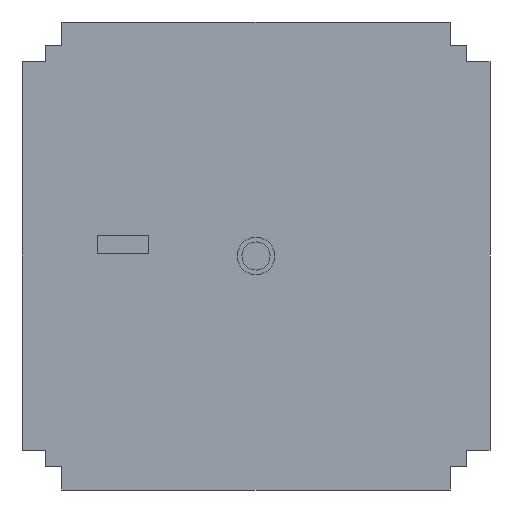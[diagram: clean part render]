
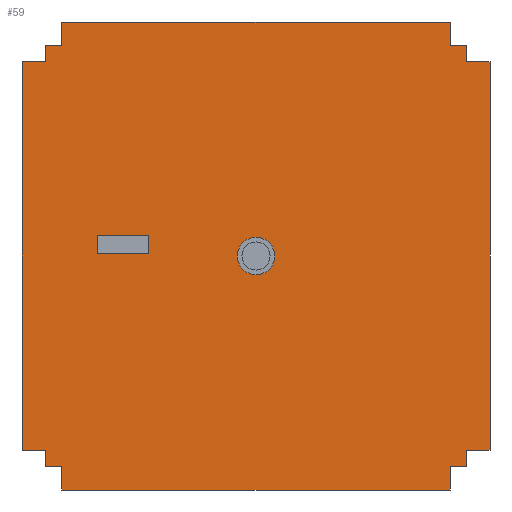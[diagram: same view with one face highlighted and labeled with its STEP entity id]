
A CAD part, front view. The second image highlights one B-rep face of the part: STEP entity #59.
In plain terms, the highlighted planar face has unit normal (0, -1, 0).
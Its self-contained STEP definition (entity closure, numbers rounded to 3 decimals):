
#59=ADVANCED_FACE('',(#134,#136,#138),#140,.F.);
#134=FACE_BOUND('',#135,.T.);
#135=EDGE_LOOP('',(#379,#380,#381,#382,#383,#384,#385,#386,#387,#388,#389,#390,#391,
#392,#393,#394,#395,#396,#397,#398));
#136=FACE_BOUND('',#137,.T.);
#137=EDGE_LOOP('',(#399,#400,#401,#402));
#138=FACE_BOUND('',#139,.T.);
#139=EDGE_LOOP('',(#403));
#140=PLANE('',#141);
#141=AXIS2_PLACEMENT_3D('',#142,#143,#144);
#142=CARTESIAN_POINT('',(0.,100.,0.));
#143=DIRECTION('',(0.,1.,0.));
#144=DIRECTION('',(-1.,0.,0.));
#379=ORIENTED_EDGE('',*,*,#543,.F.);
#380=ORIENTED_EDGE('',*,*,#544,.F.);
#381=ORIENTED_EDGE('',*,*,#545,.F.);
#382=ORIENTED_EDGE('',*,*,#546,.F.);
#383=ORIENTED_EDGE('',*,*,#547,.F.);
#384=ORIENTED_EDGE('',*,*,#548,.F.);
#385=ORIENTED_EDGE('',*,*,#549,.F.);
#386=ORIENTED_EDGE('',*,*,#550,.F.);
#387=ORIENTED_EDGE('',*,*,#551,.F.);
#388=ORIENTED_EDGE('',*,*,#552,.F.);
#389=ORIENTED_EDGE('',*,*,#553,.F.);
#390=ORIENTED_EDGE('',*,*,#554,.F.);
#391=ORIENTED_EDGE('',*,*,#555,.F.);
#392=ORIENTED_EDGE('',*,*,#556,.F.);
#393=ORIENTED_EDGE('',*,*,#557,.F.);
#394=ORIENTED_EDGE('',*,*,#558,.F.);
#395=ORIENTED_EDGE('',*,*,#559,.F.);
#396=ORIENTED_EDGE('',*,*,#560,.F.);
#397=ORIENTED_EDGE('',*,*,#561,.F.);
#398=ORIENTED_EDGE('',*,*,#562,.F.);
#399=ORIENTED_EDGE('',*,*,#563,.F.);
#400=ORIENTED_EDGE('',*,*,#531,.F.);
#401=ORIENTED_EDGE('',*,*,#564,.F.);
#402=ORIENTED_EDGE('',*,*,#523,.F.);
#403=ORIENTED_EDGE('',*,*,#565,.F.);
#523=EDGE_CURVE('',#611,#612,#613,.F.);
#531=EDGE_CURVE('',#627,#628,#629,.F.);
#543=EDGE_CURVE('',#647,#648,#649,.T.);
#544=EDGE_CURVE('',#650,#647,#651,.T.);
#545=EDGE_CURVE('',#652,#650,#653,.T.);
#546=EDGE_CURVE('',#654,#652,#655,.T.);
#547=EDGE_CURVE('',#656,#654,#657,.T.);
#548=EDGE_CURVE('',#658,#656,#659,.T.);
#549=EDGE_CURVE('',#660,#658,#661,.T.);
#550=EDGE_CURVE('',#662,#660,#663,.T.);
#551=EDGE_CURVE('',#664,#662,#665,.T.);
#552=EDGE_CURVE('',#666,#664,#667,.T.);
#553=EDGE_CURVE('',#668,#666,#669,.T.);
#554=EDGE_CURVE('',#670,#668,#671,.T.);
#555=EDGE_CURVE('',#672,#670,#673,.T.);
#556=EDGE_CURVE('',#674,#672,#675,.T.);
#557=EDGE_CURVE('',#676,#674,#677,.T.);
#558=EDGE_CURVE('',#678,#676,#679,.T.);
#559=EDGE_CURVE('',#680,#678,#681,.T.);
#560=EDGE_CURVE('',#682,#680,#683,.T.);
#561=EDGE_CURVE('',#684,#682,#685,.T.);
#562=EDGE_CURVE('',#648,#684,#686,.T.);
#563=EDGE_CURVE('',#628,#611,#687,.F.);
#564=EDGE_CURVE('',#612,#627,#688,.F.);
#565=EDGE_CURVE('',#689,#689,#690,.T.);
#611=VERTEX_POINT('',#759);
#612=VERTEX_POINT('',#760);
#613=LINE('',#761,#762);
#627=VERTEX_POINT('',#791);
#628=VERTEX_POINT('',#792);
#629=LINE('',#793,#794);
#647=VERTEX_POINT('',#835);
#648=VERTEX_POINT('',#836);
#649=LINE('',#837,#838);
#650=VERTEX_POINT('',#840);
#651=LINE('',#841,#842);
#652=VERTEX_POINT('',#844);
#653=LINE('',#845,#846);
#654=VERTEX_POINT('',#848);
#655=LINE('',#849,#850);
#656=VERTEX_POINT('',#852);
#657=LINE('',#853,#854);
#658=VERTEX_POINT('',#856);
#659=LINE('',#857,#858);
#660=VERTEX_POINT('',#860);
#661=LINE('',#861,#862);
#662=VERTEX_POINT('',#864);
#663=LINE('',#865,#866);
#664=VERTEX_POINT('',#868);
#665=LINE('',#869,#870);
#666=VERTEX_POINT('',#872);
#667=LINE('',#873,#874);
#668=VERTEX_POINT('',#876);
#669=LINE('',#877,#878);
#670=VERTEX_POINT('',#880);
#671=LINE('',#881,#882);
#672=VERTEX_POINT('',#884);
#673=LINE('',#885,#886);
#674=VERTEX_POINT('',#888);
#675=LINE('',#889,#890);
#676=VERTEX_POINT('',#892);
#677=LINE('',#893,#894);
#678=VERTEX_POINT('',#896);
#679=LINE('',#897,#898);
#680=VERTEX_POINT('',#900);
#681=LINE('',#901,#902);
#682=VERTEX_POINT('',#904);
#683=LINE('',#905,#906);
#684=VERTEX_POINT('',#908);
#685=LINE('',#909,#910);
#686=LINE('',#912,#913);
#687=LINE('',#915,#916);
#688=LINE('',#918,#919);
#689=VERTEX_POINT('',#921);
#690=CIRCLE('',#922,4.);
#759=CARTESIAN_POINT('',(-33.965,100.,0.437));
#760=CARTESIAN_POINT('',(-22.965,100.,0.437));
#761=CARTESIAN_POINT('',(-22.965,100.,0.437));
#762=VECTOR('',#763,1.);
#763=DIRECTION('',(-1.,0.,0.));
#791=CARTESIAN_POINT('',(-22.965,100.,4.437));
#792=CARTESIAN_POINT('',(-33.965,100.,4.437));
#793=CARTESIAN_POINT('',(-33.965,100.,4.437));
#794=VECTOR('',#795,1.);
#795=DIRECTION('',(1.,0.,0.));
#835=CARTESIAN_POINT('',(50.,100.,41.5));
#836=CARTESIAN_POINT('',(50.,100.,-41.5));
#837=CARTESIAN_POINT('',(50.,100.,41.5));
#838=VECTOR('',#839,1.);
#839=DIRECTION('',(0.,0.,-1.));
#840=CARTESIAN_POINT('',(45.,100.,41.5));
#841=CARTESIAN_POINT('',(45.,100.,41.5));
#842=VECTOR('',#843,1.);
#843=DIRECTION('',(1.,0.,0.));
#844=CARTESIAN_POINT('',(45.,100.,45.));
#845=CARTESIAN_POINT('',(45.,100.,45.));
#846=VECTOR('',#847,1.);
#847=DIRECTION('',(0.,0.,-1.));
#848=CARTESIAN_POINT('',(41.5,100.,45.));
#849=CARTESIAN_POINT('',(41.5,100.,45.));
#850=VECTOR('',#851,1.);
#851=DIRECTION('',(1.,0.,0.));
#852=CARTESIAN_POINT('',(41.5,100.,50.));
#853=CARTESIAN_POINT('',(41.5,100.,50.));
#854=VECTOR('',#855,1.);
#855=DIRECTION('',(0.,0.,-1.));
#856=CARTESIAN_POINT('',(-41.5,100.,50.));
#857=CARTESIAN_POINT('',(-41.5,100.,50.));
#858=VECTOR('',#859,1.);
#859=DIRECTION('',(1.,0.,0.));
#860=CARTESIAN_POINT('',(-41.5,100.,45.));
#861=CARTESIAN_POINT('',(-41.5,100.,45.));
#862=VECTOR('',#863,1.);
#863=DIRECTION('',(0.,0.,1.));
#864=CARTESIAN_POINT('',(-45.,100.,45.));
#865=CARTESIAN_POINT('',(-45.,100.,45.));
#866=VECTOR('',#867,1.);
#867=DIRECTION('',(1.,0.,0.));
#868=CARTESIAN_POINT('',(-45.,100.,41.5));
#869=CARTESIAN_POINT('',(-45.,100.,41.5));
#870=VECTOR('',#871,1.);
#871=DIRECTION('',(0.,0.,1.));
#872=CARTESIAN_POINT('',(-50.,100.,41.5));
#873=CARTESIAN_POINT('',(-50.,100.,41.5));
#874=VECTOR('',#875,1.);
#875=DIRECTION('',(1.,0.,0.));
#876=CARTESIAN_POINT('',(-50.,100.,-41.5));
#877=CARTESIAN_POINT('',(-50.,100.,-41.5));
#878=VECTOR('',#879,1.);
#879=DIRECTION('',(0.,0.,1.));
#880=CARTESIAN_POINT('',(-45.,100.,-41.5));
#881=CARTESIAN_POINT('',(-45.,100.,-41.5));
#882=VECTOR('',#883,1.);
#883=DIRECTION('',(-1.,0.,0.));
#884=CARTESIAN_POINT('',(-45.,100.,-45.));
#885=CARTESIAN_POINT('',(-45.,100.,-45.));
#886=VECTOR('',#887,1.);
#887=DIRECTION('',(0.,0.,1.));
#888=CARTESIAN_POINT('',(-41.5,100.,-45.));
#889=CARTESIAN_POINT('',(-41.5,100.,-45.));
#890=VECTOR('',#891,1.);
#891=DIRECTION('',(-1.,0.,0.));
#892=CARTESIAN_POINT('',(-41.5,100.,-50.));
#893=CARTESIAN_POINT('',(-41.5,100.,-50.));
#894=VECTOR('',#895,1.);
#895=DIRECTION('',(0.,0.,1.));
#896=CARTESIAN_POINT('',(41.5,100.,-50.));
#897=CARTESIAN_POINT('',(41.5,100.,-50.));
#898=VECTOR('',#899,1.);
#899=DIRECTION('',(-1.,0.,0.));
#900=CARTESIAN_POINT('',(41.5,100.,-45.));
#901=CARTESIAN_POINT('',(41.5,100.,-45.));
#902=VECTOR('',#903,1.);
#903=DIRECTION('',(0.,0.,-1.));
#904=CARTESIAN_POINT('',(45.,100.,-45.));
#905=CARTESIAN_POINT('',(45.,100.,-45.));
#906=VECTOR('',#907,1.);
#907=DIRECTION('',(-1.,0.,0.));
#908=CARTESIAN_POINT('',(45.,100.,-41.5));
#909=CARTESIAN_POINT('',(45.,100.,-41.5));
#910=VECTOR('',#911,1.);
#911=DIRECTION('',(0.,0.,-1.));
#912=CARTESIAN_POINT('',(50.,100.,-41.5));
#913=VECTOR('',#914,1.);
#914=DIRECTION('',(-1.,0.,0.));
#915=CARTESIAN_POINT('',(-33.965,100.,0.437));
#916=VECTOR('',#917,1.);
#917=DIRECTION('',(0.,0.,1.));
#918=CARTESIAN_POINT('',(-22.965,100.,4.437));
#919=VECTOR('',#920,1.);
#920=DIRECTION('',(0.,0.,-1.));
#921=CARTESIAN_POINT('',(0.,100.,-4.));
#922=AXIS2_PLACEMENT_3D('',#923,#924,#925);
#923=CARTESIAN_POINT('',(0.,100.,0.));
#924=DIRECTION('',(0.,-1.,0.));
#925=DIRECTION('',(0.,0.,-1.));
